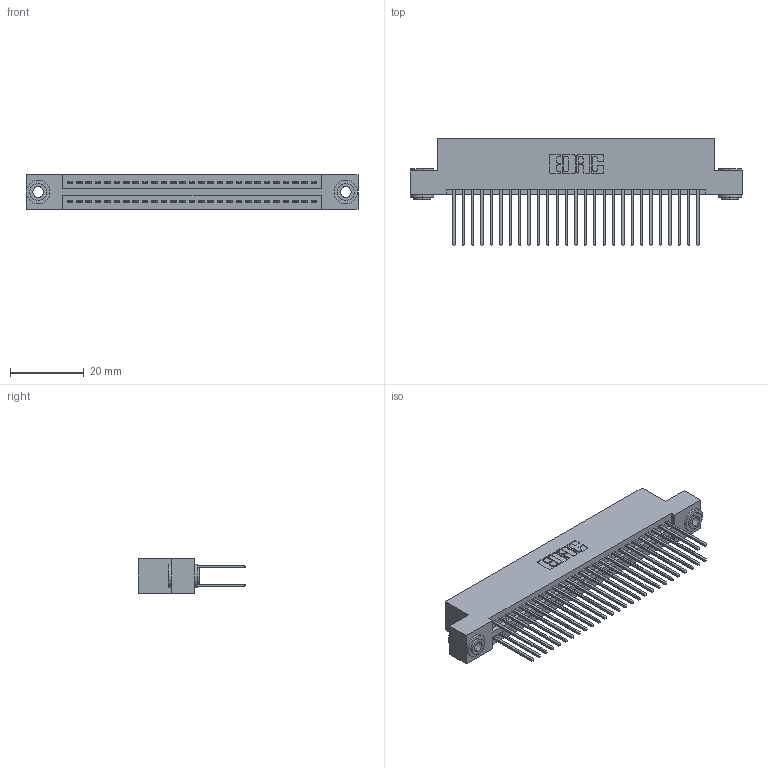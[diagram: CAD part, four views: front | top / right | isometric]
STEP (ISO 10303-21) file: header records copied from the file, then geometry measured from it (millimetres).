
FILE_DESCRIPTION (( 'STEP AP203' ), '1' );
FILE_NAME ('395-054-540-203.STEP', '2018-11-21T08:38:38', ( '' ), ( '' ), 'SwSTEP 2.0', 'SolidWorks 2016', '' );
FILE_SCHEMA (( 'CONFIG_CONTROL_DESIGN' ));
Length unit declared in the file: inch
Products named in the file (4): 345-250-002_345-250-002-102; 395-054-540-203; 345 Part_Flush Mounting Lugs - 0.156 Dia-TH; 345-292-001_345-293-140
Assembly tree (57 placements, depth 2):
  395-054-540-203
    345 Part_Flush Mounting Lugs - 0.156 Dia-TH
    345-292-001_345-293-140  x54
    345-250-002_345-250-002-102  x2
Bounding box: 89.79 x 29.13 x 9.4 mm (x, y, z)
Volume: 8807.1 mm3; surface area: 13882.4 mm2
Topology: 57 solids, 57 shells, 2864 faces, 8463 edges, 5566 vertices
Faces by surface type: plane 1872, cylinder 984, cone 8
Entity records: 23872 total; most frequent: CARTESIAN_POINT 3991, ORIENTED_EDGE 3918, DIRECTION 3569, EDGE_CURVE 1959, VECTOR 1695, LINE 1695, VERTEX_POINT 1302, AXIS2_PLACEMENT_3D 937
